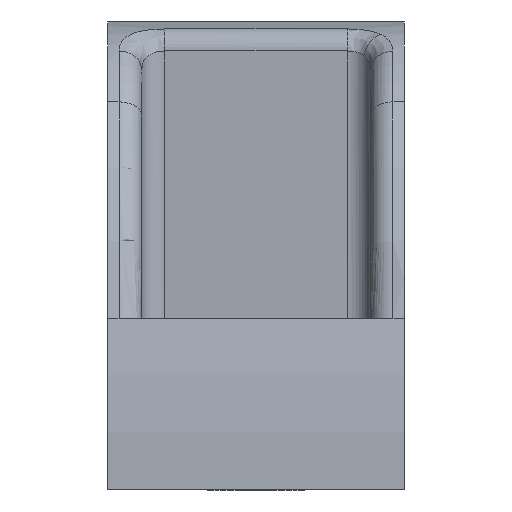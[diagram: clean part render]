
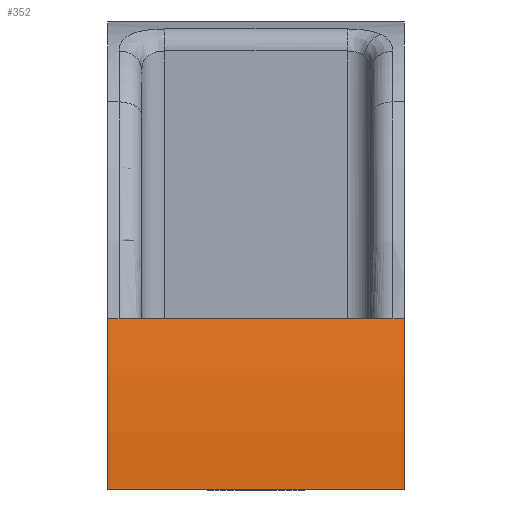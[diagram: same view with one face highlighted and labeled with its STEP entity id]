
A CAD part, front view. The second image highlights one B-rep face of the part: STEP entity #352.
In plain terms, the highlighted cylindrical face has radius 65.161 mm (diameter 130.321 mm), a partial arc.
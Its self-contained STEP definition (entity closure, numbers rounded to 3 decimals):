
#309=AXIS2_PLACEMENT_3D('Cylinder Axis2P3D',#306,#307,#308) ;
#313=AXIS2_PLACEMENT_3D('Circle Axis2P3D',#311,#312,$) ;
#334=AXIS2_PLACEMENT_3D('Circle Axis2P3D',#332,#333,$) ;
#100=CARTESIAN_POINT('Line Origine',(0.,-67.75,15.)) ;
#104=CARTESIAN_POINT('Vertex',(-12.,-67.75,15.)) ;
#106=CARTESIAN_POINT('Vertex',(12.,-67.75,15.)) ;
#306=CARTESIAN_POINT('Axis2P3D Location',(-13.,-4.339,0.)) ;
#311=CARTESIAN_POINT('Axis2P3D Location',(13.,-4.339,0.)) ;
#315=CARTESIAN_POINT('Vertex',(13.,-67.75,15.)) ;
#317=CARTESIAN_POINT('Vertex',(13.,-69.5,0.)) ;
#320=CARTESIAN_POINT('Line Origine',(-13.,-67.75,15.)) ;
#325=CARTESIAN_POINT('Line Origine',(-13.,-67.75,15.)) ;
#329=CARTESIAN_POINT('Vertex',(-13.,-67.75,15.)) ;
#332=CARTESIAN_POINT('Axis2P3D Location',(-13.,-4.339,0.)) ;
#336=CARTESIAN_POINT('Vertex',(-13.,-69.5,0.)) ;
#339=CARTESIAN_POINT('Line Origine',(-13.,-69.5,0.)) ;
#101=DIRECTION('Vector Direction',(1.,0.,0.)) ;
#307=DIRECTION('Axis2P3D Direction',(1.,0.,0.)) ;
#308=DIRECTION('Axis2P3D XDirection',(-0.,0.,1.)) ;
#312=DIRECTION('Axis2P3D Direction',(1.,0.,0.)) ;
#321=DIRECTION('Vector Direction',(1.,0.,0.)) ;
#326=DIRECTION('Vector Direction',(1.,0.,0.)) ;
#333=DIRECTION('Axis2P3D Direction',(1.,0.,0.)) ;
#340=DIRECTION('Vector Direction',(1.,0.,0.)) ;
#102=VECTOR('Line Direction',#101,1.) ;
#322=VECTOR('Line Direction',#321,1.) ;
#327=VECTOR('Line Direction',#326,1.) ;
#341=VECTOR('Line Direction',#340,1.) ;
#345=ORIENTED_EDGE('',*,*,#319,.F.) ;
#346=ORIENTED_EDGE('',*,*,#324,.F.) ;
#347=ORIENTED_EDGE('',*,*,#108,.F.) ;
#348=ORIENTED_EDGE('',*,*,#331,.F.) ;
#349=ORIENTED_EDGE('',*,*,#338,.T.) ;
#350=ORIENTED_EDGE('',*,*,#343,.T.) ;
#352=ADVANCED_FACE('Fillet2',(#351),#310,.T.) ;
#314=CIRCLE('generated circle',#313,65.161) ;
#335=CIRCLE('generated circle',#334,65.161) ;
#310=CYLINDRICAL_SURFACE('generated cylinder',#309,65.161) ;
#108=EDGE_CURVE('',#105,#107,#103,.T.) ;
#319=EDGE_CURVE('',#316,#318,#314,.T.) ;
#324=EDGE_CURVE('',#107,#316,#323,.T.) ;
#331=EDGE_CURVE('',#330,#105,#328,.T.) ;
#338=EDGE_CURVE('',#330,#337,#335,.T.) ;
#343=EDGE_CURVE('',#337,#318,#342,.T.) ;
#344=EDGE_LOOP('',(#345,#346,#347,#348,#349,#350)) ;
#351=FACE_OUTER_BOUND('',#344,.T.) ;
#103=LINE('Line',#100,#102) ;
#323=LINE('Line',#320,#322) ;
#328=LINE('Line',#325,#327) ;
#342=LINE('Line',#339,#341) ;
#105=VERTEX_POINT('',#104) ;
#107=VERTEX_POINT('',#106) ;
#316=VERTEX_POINT('',#315) ;
#318=VERTEX_POINT('',#317) ;
#330=VERTEX_POINT('',#329) ;
#337=VERTEX_POINT('',#336) ;
